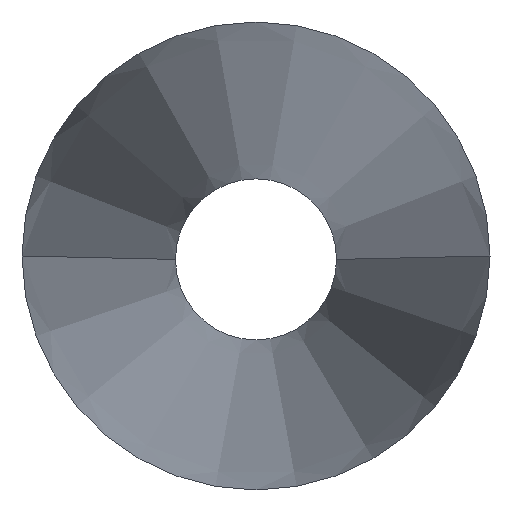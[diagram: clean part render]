
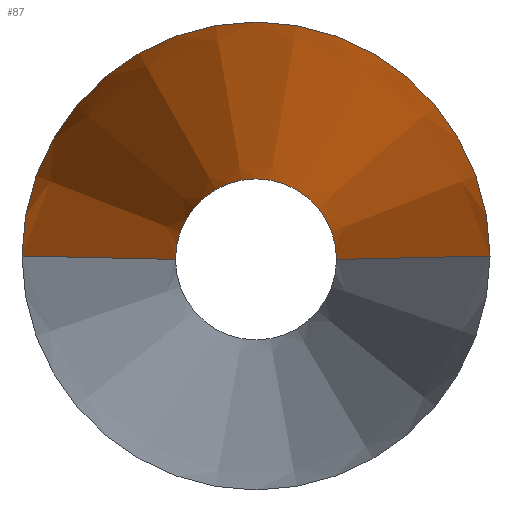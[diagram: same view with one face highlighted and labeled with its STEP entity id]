
A CAD part, top view. The second image highlights one B-rep face of the part: STEP entity #87.
In plain terms, the highlighted conical face has half-angle 4.5 degrees and reference radius 12 mm.
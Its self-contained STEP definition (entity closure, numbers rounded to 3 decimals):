
#1 = DIRECTION ( 'NONE',  ( 0., 0., 1. ) ) ;
#4 = VERTEX_POINT ( 'NONE', #102 ) ;
#7 = CARTESIAN_POINT ( 'NONE',  ( 4.13, 0., -100. ) ) ;
#11 = ORIENTED_EDGE ( 'NONE', *, *, #62, .F. ) ;
#12 = EDGE_CURVE ( 'NONE', #100, #27, #29, .T. ) ;
#21 = DIRECTION ( 'NONE',  ( 1., 0., 0. ) ) ;
#22 = FACE_OUTER_BOUND ( 'NONE', #26, .T. ) ;
#24 = EDGE_CURVE ( 'NONE', #4, #27, #86, .T. ) ;
#26 = EDGE_LOOP ( 'NONE', ( #92, #57, #67, #11 ) ) ;
#27 = VERTEX_POINT ( 'NONE', #63 ) ;
#29 = LINE ( 'NONE', #59, #50 ) ;
#31 = AXIS2_PLACEMENT_3D ( 'NONE', #61, #1, #70 ) ;
#32 = DIRECTION ( 'NONE',  ( 1., 0., 0. ) ) ;
#39 = VECTOR ( 'NONE', #79, 1000. ) ;
#41 = VERTEX_POINT ( 'NONE', #7 ) ;
#45 = CARTESIAN_POINT ( 'NONE',  ( 0., 0., 0. ) ) ;
#49 = EDGE_CURVE ( 'NONE', #41, #100, #89, .T. ) ;
#50 = VECTOR ( 'NONE', #93, 1000. ) ;
#52 = DIRECTION ( 'NONE',  ( 0., 0., 1. ) ) ;
#54 = DIRECTION ( 'NONE',  ( 0., 0., 1. ) ) ;
#57 = ORIENTED_EDGE ( 'NONE', *, *, #12, .T. ) ;
#59 = CARTESIAN_POINT ( 'NONE',  ( -12., 0., 0. ) ) ;
#61 = CARTESIAN_POINT ( 'NONE',  ( 0., 0., -100. ) ) ;
#62 = EDGE_CURVE ( 'NONE', #41, #4, #96, .T. ) ;
#63 = CARTESIAN_POINT ( 'NONE',  ( -12., 0., 0. ) ) ;
#67 = ORIENTED_EDGE ( 'NONE', *, *, #24, .F. ) ;
#70 = DIRECTION ( 'NONE',  ( 1., 0., 0. ) ) ;
#79 = DIRECTION ( 'NONE',  ( 0.078, 0., 0.997 ) ) ;
#81 = CONICAL_SURFACE ( 'NONE', #97, 12., 0.079 ) ;
#82 = CARTESIAN_POINT ( 'NONE',  ( 0., 0., 0. ) ) ;
#85 = CARTESIAN_POINT ( 'NONE',  ( -4.13, 0., -100. ) ) ;
#86 = CIRCLE ( 'NONE', #98, 12. ) ;
#87 = ADVANCED_FACE ( 'NONE', ( #22 ), #81, .T. ) ;
#88 = CARTESIAN_POINT ( 'NONE',  ( 12., 0., 0. ) ) ;
#89 = CIRCLE ( 'NONE', #31, 4.13 ) ;
#92 = ORIENTED_EDGE ( 'NONE', *, *, #49, .T. ) ;
#93 = DIRECTION ( 'NONE',  ( -0.078, 0., 0.997 ) ) ;
#96 = LINE ( 'NONE', #88, #39 ) ;
#97 = AXIS2_PLACEMENT_3D ( 'NONE', #45, #52, #21 ) ;
#98 = AXIS2_PLACEMENT_3D ( 'NONE', #82, #54, #32 ) ;
#100 = VERTEX_POINT ( 'NONE', #85 ) ;
#102 = CARTESIAN_POINT ( 'NONE',  ( 12., 0., 0. ) ) ;
